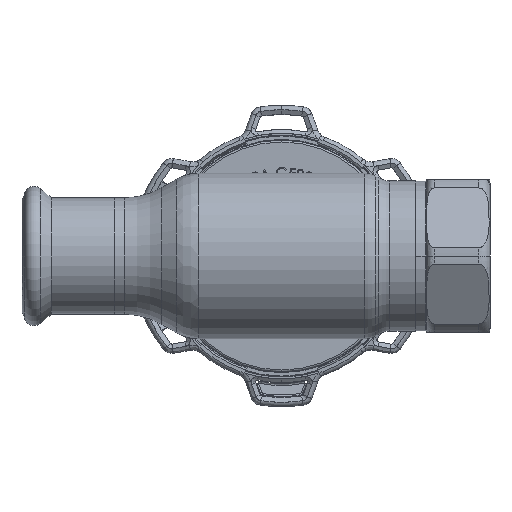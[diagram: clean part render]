
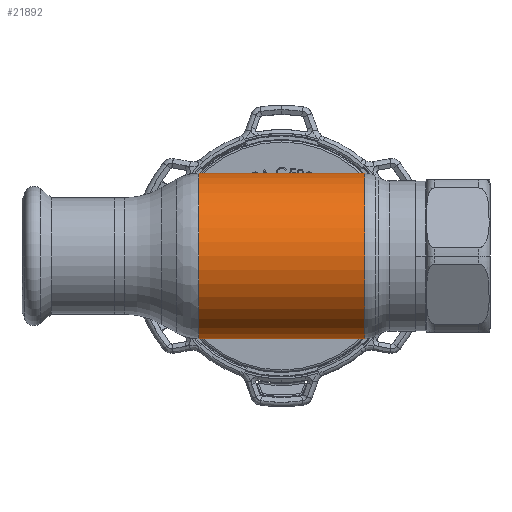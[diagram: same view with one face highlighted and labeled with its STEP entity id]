
A CAD part, front view. The second image highlights one B-rep face of the part: STEP entity #21892.
In plain terms, the highlighted cylindrical face has radius 22.25 mm (diameter 44.5 mm), a partial arc.
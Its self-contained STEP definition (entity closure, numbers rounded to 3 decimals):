
#340 = DIRECTION ( 'NONE',  ( -1., 0., 0. ) ) ;
#2752 = ORIENTED_EDGE ( 'NONE', *, *, #16070, .F. ) ;
#2777 = CARTESIAN_POINT ( 'NONE',  ( -62.69, 0., 22.25 ) ) ;
#3561 = EDGE_CURVE ( 'NONE', #6247, #9315, #36251, .T. ) ;
#4992 = ORIENTED_EDGE ( 'NONE', *, *, #38403, .T. ) ;
#6247 = VERTEX_POINT ( 'NONE', #19615 ) ;
#7239 = DIRECTION ( 'NONE',  ( -1., 0., 0. ) ) ;
#8099 = DIRECTION ( 'NONE',  ( 0., 0., 1. ) ) ;
#8425 = CARTESIAN_POINT ( 'NONE',  ( -22.285, 0., -22.25 ) ) ;
#8617 = CYLINDRICAL_SURFACE ( 'NONE', #21547, 22.25 ) ;
#8737 = DIRECTION ( 'NONE',  ( 0., 0., 1. ) ) ;
#9315 = VERTEX_POINT ( 'NONE', #37471 ) ;
#10330 = LINE ( 'NONE', #31763, #21439 ) ;
#11926 = FACE_OUTER_BOUND ( 'NONE', #15041, .T. ) ;
#15041 = EDGE_LOOP ( 'NONE', ( #2752, #23442, #4992, #23766 ) ) ;
#15355 = CARTESIAN_POINT ( 'NONE',  ( -22.285, 0., 22.25 ) ) ;
#15503 = DIRECTION ( 'NONE',  ( -1., 0., 0. ) ) ;
#16070 = EDGE_CURVE ( 'NONE', #6247, #38382, #10330, .T. ) ;
#16638 = EDGE_CURVE ( 'NONE', #38382, #27146, #17992, .T. ) ;
#17992 = CIRCLE ( 'NONE', #29921, 22.25 ) ;
#18363 = AXIS2_PLACEMENT_3D ( 'NONE', #33038, #26575, #8099 ) ;
#19615 = CARTESIAN_POINT ( 'NONE',  ( 22.285, 0., -22.25 ) ) ;
#21439 = VECTOR ( 'NONE', #7239, 1000. ) ;
#21547 = AXIS2_PLACEMENT_3D ( 'NONE', #25252, #22341, #34794 ) ;
#21892 = ADVANCED_FACE ( 'NONE', ( #11926 ), #8617, .T. ) ;
#22292 = VECTOR ( 'NONE', #15503, 1000. ) ;
#22341 = DIRECTION ( 'NONE',  ( -1., 0., 0. ) ) ;
#23442 = ORIENTED_EDGE ( 'NONE', *, *, #3561, .T. ) ;
#23766 = ORIENTED_EDGE ( 'NONE', *, *, #16638, .F. ) ;
#25252 = CARTESIAN_POINT ( 'NONE',  ( -62.69, 0., 0. ) ) ;
#26575 = DIRECTION ( 'NONE',  ( -1., 0., 0. ) ) ;
#27146 = VERTEX_POINT ( 'NONE', #15355 ) ;
#27300 = LINE ( 'NONE', #2777, #22292 ) ;
#28829 = CARTESIAN_POINT ( 'NONE',  ( -22.285, 0., 0. ) ) ;
#29921 = AXIS2_PLACEMENT_3D ( 'NONE', #28829, #340, #8737 ) ;
#31763 = CARTESIAN_POINT ( 'NONE',  ( -62.69, 0., -22.25 ) ) ;
#33038 = CARTESIAN_POINT ( 'NONE',  ( 22.285, 0., 0. ) ) ;
#34794 = DIRECTION ( 'NONE',  ( 0., 0., 1. ) ) ;
#36251 = CIRCLE ( 'NONE', #18363, 22.25 ) ;
#37471 = CARTESIAN_POINT ( 'NONE',  ( 22.285, 0., 22.25 ) ) ;
#38382 = VERTEX_POINT ( 'NONE', #8425 ) ;
#38403 = EDGE_CURVE ( 'NONE', #9315, #27146, #27300, .T. ) ;
